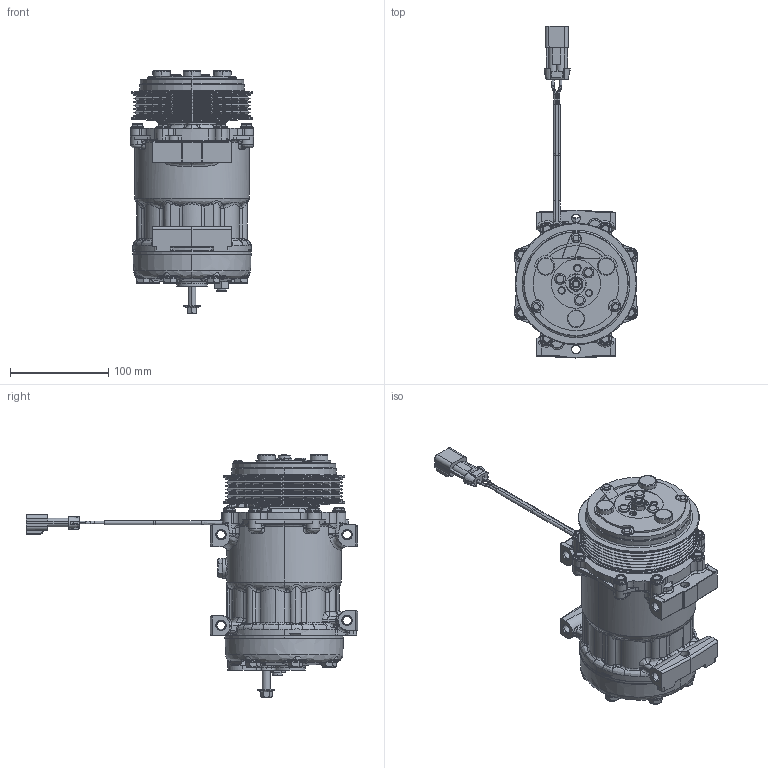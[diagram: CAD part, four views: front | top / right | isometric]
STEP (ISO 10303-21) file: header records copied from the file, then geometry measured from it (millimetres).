
FILE_DESCRIPTION (( 'STEP AP203' ), '1' );
FILE_NAME ('40191.STEP', '2010-01-07T20:04:10', ( '' ), ( '' ), 'SwSTEP 2.0', 'SolidWorks 2007', '' );
FILE_SCHEMA (( 'CONFIG_CONTROL_DESIGN' ));
Products named in the file (1): 40191
Bounding box: 125 x 336.91 x 246.44 mm (x, y, z)
Volume: 2178434.9 mm3; surface area: 248241.6 mm2
Topology: 1 solids, 3 shells, 2615 faces, 6948 edges, 4342 vertices
Faces by surface type: cylinder 771, bspline 696, plane 676, cone 349, torus 121, sphere 2
Entity records: 167588 total; most frequent: CARTESIAN_POINT 109588, ORIENTED_EDGE 13816, DIRECTION 10142, EDGE_CURVE 6908, VERTEX_POINT 4342, AXIS2_PLACEMENT_3D 4097, EDGE_LOOP 2760, ADVANCED_FACE 2615
